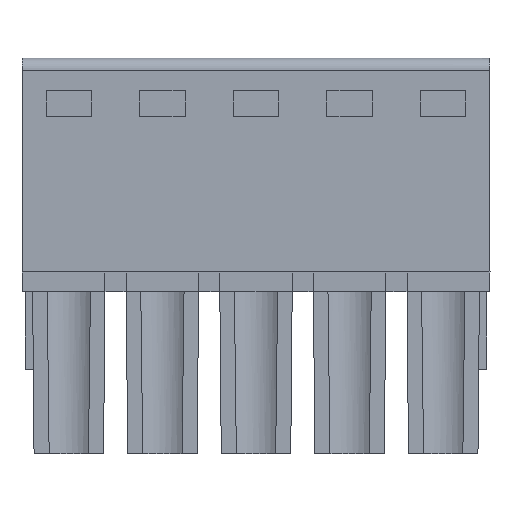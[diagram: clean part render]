
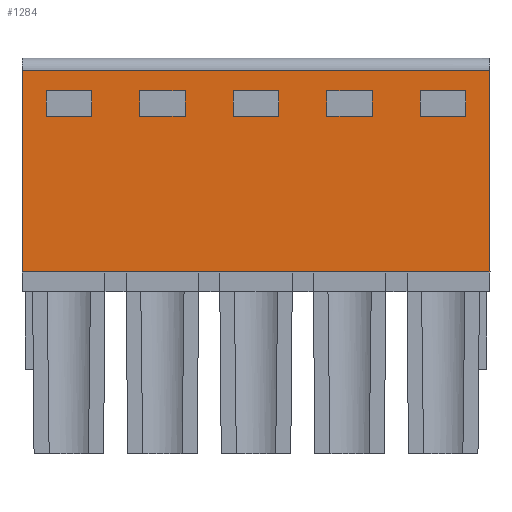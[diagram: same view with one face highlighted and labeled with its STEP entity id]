
A CAD part, front view. The second image highlights one B-rep face of the part: STEP entity #1284.
In plain terms, the highlighted planar face has unit normal (0, -1, 0).
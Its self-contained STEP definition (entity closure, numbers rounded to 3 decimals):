
#1101=AXIS2_PLACEMENT_3D('Plane Axis2P3D',#1098,#1099,#1100) ;
#208=CARTESIAN_POINT('Vertex',(19.05,0.,7.4)) ;
#211=CARTESIAN_POINT('Line Origine',(9.525,0.,7.4)) ;
#215=CARTESIAN_POINT('Vertex',(0.,0.,7.4)) ;
#267=CARTESIAN_POINT('Line Origine',(0.,0.,11.5)) ;
#271=CARTESIAN_POINT('Vertex',(0.,0.,15.6)) ;
#1075=CARTESIAN_POINT('Vertex',(19.05,0.,15.6)) ;
#1078=CARTESIAN_POINT('Line Origine',(19.05,0.,11.5)) ;
#1098=CARTESIAN_POINT('Axis2P3D Location',(3.81,0.,15.6)) ;
#1103=CARTESIAN_POINT('Line Origine',(9.525,0.,15.6)) ;
#1114=CARTESIAN_POINT('Line Origine',(0.98,0.,14.255)) ;
#1118=CARTESIAN_POINT('Vertex',(0.98,0.,14.78)) ;
#1120=CARTESIAN_POINT('Vertex',(0.98,0.,13.73)) ;
#1123=CARTESIAN_POINT('Line Origine',(1.905,0.,14.78)) ;
#1127=CARTESIAN_POINT('Vertex',(2.83,0.,14.78)) ;
#1130=CARTESIAN_POINT('Line Origine',(2.83,0.,14.255)) ;
#1134=CARTESIAN_POINT('Vertex',(2.83,0.,13.73)) ;
#1137=CARTESIAN_POINT('Line Origine',(1.905,0.,13.73)) ;
#1148=CARTESIAN_POINT('Line Origine',(9.525,0.,13.73)) ;
#1152=CARTESIAN_POINT('Vertex',(8.6,0.,13.73)) ;
#1154=CARTESIAN_POINT('Vertex',(10.45,0.,13.73)) ;
#1157=CARTESIAN_POINT('Line Origine',(8.6,0.,14.255)) ;
#1161=CARTESIAN_POINT('Vertex',(8.6,0.,14.78)) ;
#1164=CARTESIAN_POINT('Line Origine',(9.525,0.,14.78)) ;
#1168=CARTESIAN_POINT('Vertex',(10.45,0.,14.78)) ;
#1171=CARTESIAN_POINT('Line Origine',(10.45,0.,14.255)) ;
#1182=CARTESIAN_POINT('Line Origine',(5.715,0.,13.73)) ;
#1186=CARTESIAN_POINT('Vertex',(4.79,0.,13.73)) ;
#1188=CARTESIAN_POINT('Vertex',(6.64,0.,13.73)) ;
#1191=CARTESIAN_POINT('Line Origine',(4.79,0.,14.255)) ;
#1195=CARTESIAN_POINT('Vertex',(4.79,0.,14.78)) ;
#1198=CARTESIAN_POINT('Line Origine',(5.715,0.,14.78)) ;
#1202=CARTESIAN_POINT('Vertex',(6.64,0.,14.78)) ;
#1205=CARTESIAN_POINT('Line Origine',(6.64,0.,14.255)) ;
#1216=CARTESIAN_POINT('Line Origine',(14.26,0.,14.255)) ;
#1220=CARTESIAN_POINT('Vertex',(14.26,0.,13.73)) ;
#1222=CARTESIAN_POINT('Vertex',(14.26,0.,14.78)) ;
#1225=CARTESIAN_POINT('Line Origine',(13.335,0.,13.73)) ;
#1229=CARTESIAN_POINT('Vertex',(12.41,0.,13.73)) ;
#1232=CARTESIAN_POINT('Line Origine',(12.41,0.,14.255)) ;
#1236=CARTESIAN_POINT('Vertex',(12.41,0.,14.78)) ;
#1239=CARTESIAN_POINT('Line Origine',(13.335,0.,14.78)) ;
#1250=CARTESIAN_POINT('Line Origine',(16.22,0.,14.255)) ;
#1254=CARTESIAN_POINT('Vertex',(16.22,0.,14.78)) ;
#1256=CARTESIAN_POINT('Vertex',(16.22,0.,13.73)) ;
#1259=CARTESIAN_POINT('Line Origine',(17.145,0.,14.78)) ;
#1263=CARTESIAN_POINT('Vertex',(18.07,0.,14.78)) ;
#1266=CARTESIAN_POINT('Line Origine',(18.07,0.,14.255)) ;
#1270=CARTESIAN_POINT('Vertex',(18.07,0.,13.73)) ;
#1273=CARTESIAN_POINT('Line Origine',(17.145,0.,13.73)) ;
#212=DIRECTION('Vector Direction',(1.,0.,0.)) ;
#268=DIRECTION('Vector Direction',(0.,0.,-1.)) ;
#1079=DIRECTION('Vector Direction',(0.,0.,-1.)) ;
#1099=DIRECTION('Axis2P3D Direction',(0.,-1.,0.)) ;
#1100=DIRECTION('Axis2P3D XDirection',(0.,0.,-1.)) ;
#1104=DIRECTION('Vector Direction',(1.,0.,0.)) ;
#1115=DIRECTION('Vector Direction',(0.,0.,-1.)) ;
#1124=DIRECTION('Vector Direction',(-1.,0.,0.)) ;
#1131=DIRECTION('Vector Direction',(0.,0.,1.)) ;
#1138=DIRECTION('Vector Direction',(1.,0.,0.)) ;
#1149=DIRECTION('Vector Direction',(1.,0.,0.)) ;
#1158=DIRECTION('Vector Direction',(0.,0.,-1.)) ;
#1165=DIRECTION('Vector Direction',(-1.,0.,0.)) ;
#1172=DIRECTION('Vector Direction',(0.,0.,1.)) ;
#1183=DIRECTION('Vector Direction',(1.,0.,0.)) ;
#1192=DIRECTION('Vector Direction',(0.,0.,-1.)) ;
#1199=DIRECTION('Vector Direction',(-1.,0.,0.)) ;
#1206=DIRECTION('Vector Direction',(0.,0.,1.)) ;
#1217=DIRECTION('Vector Direction',(0.,0.,1.)) ;
#1226=DIRECTION('Vector Direction',(1.,0.,0.)) ;
#1233=DIRECTION('Vector Direction',(0.,0.,-1.)) ;
#1240=DIRECTION('Vector Direction',(-1.,0.,0.)) ;
#1251=DIRECTION('Vector Direction',(0.,0.,-1.)) ;
#1260=DIRECTION('Vector Direction',(-1.,0.,0.)) ;
#1267=DIRECTION('Vector Direction',(0.,0.,1.)) ;
#1274=DIRECTION('Vector Direction',(1.,0.,0.)) ;
#213=VECTOR('Line Direction',#212,1.) ;
#269=VECTOR('Line Direction',#268,1.) ;
#1080=VECTOR('Line Direction',#1079,1.) ;
#1105=VECTOR('Line Direction',#1104,1.) ;
#1116=VECTOR('Line Direction',#1115,1.) ;
#1125=VECTOR('Line Direction',#1124,1.) ;
#1132=VECTOR('Line Direction',#1131,1.) ;
#1139=VECTOR('Line Direction',#1138,1.) ;
#1150=VECTOR('Line Direction',#1149,1.) ;
#1159=VECTOR('Line Direction',#1158,1.) ;
#1166=VECTOR('Line Direction',#1165,1.) ;
#1173=VECTOR('Line Direction',#1172,1.) ;
#1184=VECTOR('Line Direction',#1183,1.) ;
#1193=VECTOR('Line Direction',#1192,1.) ;
#1200=VECTOR('Line Direction',#1199,1.) ;
#1207=VECTOR('Line Direction',#1206,1.) ;
#1218=VECTOR('Line Direction',#1217,1.) ;
#1227=VECTOR('Line Direction',#1226,1.) ;
#1234=VECTOR('Line Direction',#1233,1.) ;
#1241=VECTOR('Line Direction',#1240,1.) ;
#1252=VECTOR('Line Direction',#1251,1.) ;
#1261=VECTOR('Line Direction',#1260,1.) ;
#1268=VECTOR('Line Direction',#1267,1.) ;
#1275=VECTOR('Line Direction',#1274,1.) ;
#1109=ORIENTED_EDGE('',*,*,#273,.F.) ;
#1110=ORIENTED_EDGE('',*,*,#217,.T.) ;
#1111=ORIENTED_EDGE('',*,*,#1082,.F.) ;
#1112=ORIENTED_EDGE('',*,*,#1107,.F.) ;
#1143=ORIENTED_EDGE('',*,*,#1122,.F.) ;
#1144=ORIENTED_EDGE('',*,*,#1129,.F.) ;
#1145=ORIENTED_EDGE('',*,*,#1136,.F.) ;
#1146=ORIENTED_EDGE('',*,*,#1141,.F.) ;
#1177=ORIENTED_EDGE('',*,*,#1156,.F.) ;
#1178=ORIENTED_EDGE('',*,*,#1163,.F.) ;
#1179=ORIENTED_EDGE('',*,*,#1170,.F.) ;
#1180=ORIENTED_EDGE('',*,*,#1175,.F.) ;
#1211=ORIENTED_EDGE('',*,*,#1190,.F.) ;
#1212=ORIENTED_EDGE('',*,*,#1197,.F.) ;
#1213=ORIENTED_EDGE('',*,*,#1204,.F.) ;
#1214=ORIENTED_EDGE('',*,*,#1209,.F.) ;
#1245=ORIENTED_EDGE('',*,*,#1224,.F.) ;
#1246=ORIENTED_EDGE('',*,*,#1231,.F.) ;
#1247=ORIENTED_EDGE('',*,*,#1238,.F.) ;
#1248=ORIENTED_EDGE('',*,*,#1243,.F.) ;
#1279=ORIENTED_EDGE('',*,*,#1258,.F.) ;
#1280=ORIENTED_EDGE('',*,*,#1265,.F.) ;
#1281=ORIENTED_EDGE('',*,*,#1272,.F.) ;
#1282=ORIENTED_EDGE('',*,*,#1277,.F.) ;
#1147=FACE_BOUND('',#1142,.T.) ;
#1181=FACE_BOUND('',#1176,.T.) ;
#1215=FACE_BOUND('',#1210,.T.) ;
#1249=FACE_BOUND('',#1244,.T.) ;
#1283=FACE_BOUND('',#1278,.T.) ;
#1284=ADVANCED_FACE('HOUSING',(#1113,#1147,#1181,#1215,#1249,#1283),#1102,.T.) ;
#217=EDGE_CURVE('',#216,#209,#214,.T.) ;
#273=EDGE_CURVE('',#216,#272,#270,.F.) ;
#1082=EDGE_CURVE('',#1076,#209,#1081,.T.) ;
#1107=EDGE_CURVE('',#272,#1076,#1106,.T.) ;
#1122=EDGE_CURVE('',#1119,#1121,#1117,.T.) ;
#1129=EDGE_CURVE('',#1128,#1119,#1126,.T.) ;
#1136=EDGE_CURVE('',#1135,#1128,#1133,.T.) ;
#1141=EDGE_CURVE('',#1121,#1135,#1140,.T.) ;
#1156=EDGE_CURVE('',#1153,#1155,#1151,.T.) ;
#1163=EDGE_CURVE('',#1162,#1153,#1160,.T.) ;
#1170=EDGE_CURVE('',#1169,#1162,#1167,.T.) ;
#1175=EDGE_CURVE('',#1155,#1169,#1174,.T.) ;
#1190=EDGE_CURVE('',#1187,#1189,#1185,.T.) ;
#1197=EDGE_CURVE('',#1196,#1187,#1194,.T.) ;
#1204=EDGE_CURVE('',#1203,#1196,#1201,.T.) ;
#1209=EDGE_CURVE('',#1189,#1203,#1208,.T.) ;
#1224=EDGE_CURVE('',#1221,#1223,#1219,.T.) ;
#1231=EDGE_CURVE('',#1230,#1221,#1228,.T.) ;
#1238=EDGE_CURVE('',#1237,#1230,#1235,.T.) ;
#1243=EDGE_CURVE('',#1223,#1237,#1242,.T.) ;
#1258=EDGE_CURVE('',#1255,#1257,#1253,.T.) ;
#1265=EDGE_CURVE('',#1264,#1255,#1262,.T.) ;
#1272=EDGE_CURVE('',#1271,#1264,#1269,.T.) ;
#1277=EDGE_CURVE('',#1257,#1271,#1276,.T.) ;
#1108=EDGE_LOOP('',(#1109,#1110,#1111,#1112)) ;
#1142=EDGE_LOOP('',(#1143,#1144,#1145,#1146)) ;
#1176=EDGE_LOOP('',(#1177,#1178,#1179,#1180)) ;
#1210=EDGE_LOOP('',(#1211,#1212,#1213,#1214)) ;
#1244=EDGE_LOOP('',(#1245,#1246,#1247,#1248)) ;
#1278=EDGE_LOOP('',(#1279,#1280,#1281,#1282)) ;
#1113=FACE_OUTER_BOUND('',#1108,.T.) ;
#214=LINE('Line',#211,#213) ;
#270=LINE('Line',#267,#269) ;
#1081=LINE('Line',#1078,#1080) ;
#1106=LINE('Line',#1103,#1105) ;
#1117=LINE('Line',#1114,#1116) ;
#1126=LINE('Line',#1123,#1125) ;
#1133=LINE('Line',#1130,#1132) ;
#1140=LINE('Line',#1137,#1139) ;
#1151=LINE('Line',#1148,#1150) ;
#1160=LINE('Line',#1157,#1159) ;
#1167=LINE('Line',#1164,#1166) ;
#1174=LINE('Line',#1171,#1173) ;
#1185=LINE('Line',#1182,#1184) ;
#1194=LINE('Line',#1191,#1193) ;
#1201=LINE('Line',#1198,#1200) ;
#1208=LINE('Line',#1205,#1207) ;
#1219=LINE('Line',#1216,#1218) ;
#1228=LINE('Line',#1225,#1227) ;
#1235=LINE('Line',#1232,#1234) ;
#1242=LINE('Line',#1239,#1241) ;
#1253=LINE('Line',#1250,#1252) ;
#1262=LINE('Line',#1259,#1261) ;
#1269=LINE('Line',#1266,#1268) ;
#1276=LINE('Line',#1273,#1275) ;
#1102=PLANE('',#1101) ;
#209=VERTEX_POINT('',#208) ;
#216=VERTEX_POINT('',#215) ;
#272=VERTEX_POINT('',#271) ;
#1076=VERTEX_POINT('',#1075) ;
#1119=VERTEX_POINT('',#1118) ;
#1121=VERTEX_POINT('',#1120) ;
#1128=VERTEX_POINT('',#1127) ;
#1135=VERTEX_POINT('',#1134) ;
#1153=VERTEX_POINT('',#1152) ;
#1155=VERTEX_POINT('',#1154) ;
#1162=VERTEX_POINT('',#1161) ;
#1169=VERTEX_POINT('',#1168) ;
#1187=VERTEX_POINT('',#1186) ;
#1189=VERTEX_POINT('',#1188) ;
#1196=VERTEX_POINT('',#1195) ;
#1203=VERTEX_POINT('',#1202) ;
#1221=VERTEX_POINT('',#1220) ;
#1223=VERTEX_POINT('',#1222) ;
#1230=VERTEX_POINT('',#1229) ;
#1237=VERTEX_POINT('',#1236) ;
#1255=VERTEX_POINT('',#1254) ;
#1257=VERTEX_POINT('',#1256) ;
#1264=VERTEX_POINT('',#1263) ;
#1271=VERTEX_POINT('',#1270) ;
